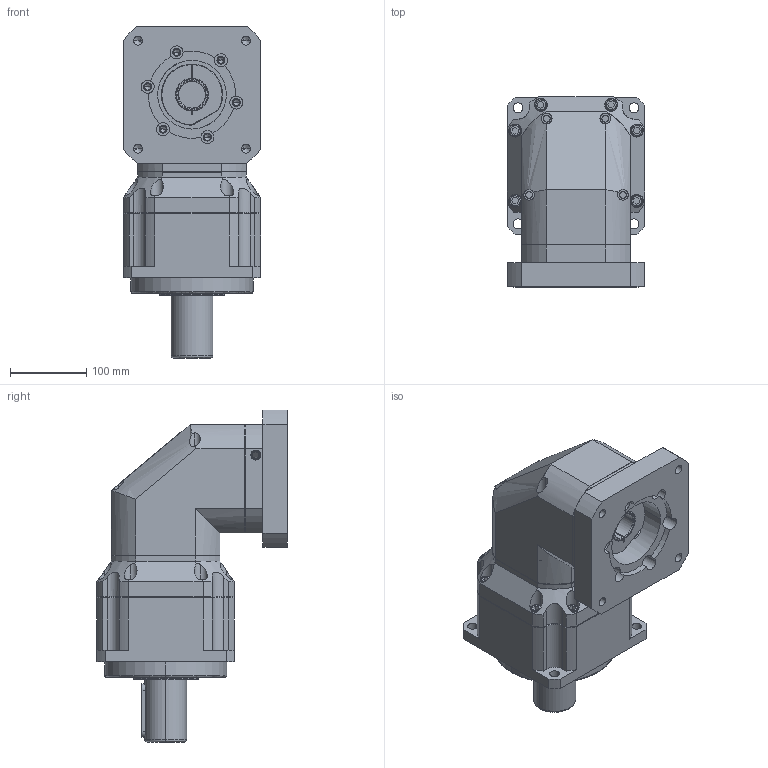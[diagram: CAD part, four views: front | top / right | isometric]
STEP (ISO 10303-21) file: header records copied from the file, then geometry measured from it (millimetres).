
FILE_DESCRIPTION (( 'STEP AP214' ), '1' );
FILE_NAME ('SBL180-L2-35-114.3-200M12.STEP', '2022-01-14T03:25:15', ( 'admin' ), ( '' ), 'SwSTEP 2.0', 'SolidWorks 2013', '' );
FILE_SCHEMA (( 'AUTOMOTIVE_DESIGN' ));
Length unit declared in the file: millimetre
Products named in the file (6): SBL142_X2_8F9351658F7495017D2773AF_X0_-35; SBL142_X2_8F9351656CD55170_X0_-_X2_03C6_X0_114.3-_X2_03C6_X0_200M12; SBL142_X2_58F34F53_X0_ -35; SB180-L2_X2_4E007EA79F7F5708_X0_; SB180_X2_8F9351FA7AEF_X0_; SBL180-L2-35-114.3-200M12
Assembly tree (5 placements, depth 2):
  SBL180-L2-35-114.3-200M12
    SB180_X2_8F9351FA7AEF_X0_
    SB180-L2_X2_4E007EA79F7F5708_X0_
    SBL142_X2_58F34F53_X0_ -35
    SBL142_X2_8F9351656CD55170_X0_-_X2_03C6_X0_114.3-_X2_03C6_X0_200M12
    SBL142_X2_8F9351658F7495017D2773AF_X0_-35
Bounding box: 180 x 249 x 434.9 mm (x, y, z)
Volume: 8407728.4 mm3; surface area: 568917.1 mm2
Topology: 5 solids, 7 shells, 614 faces, 1550 edges, 972 vertices
Faces by surface type: plane 253, cylinder 236, cone 86, bspline 39
Entity records: 32937 total; most frequent: CARTESIAN_POINT 11704, ORIENTED_EDGE 3052, DIRECTION 2832, EDGE_CURVE 1526, AXIS2_PLACEMENT_3D 1038, VERTEX_POINT 972, LINE 756, VECTOR 756
